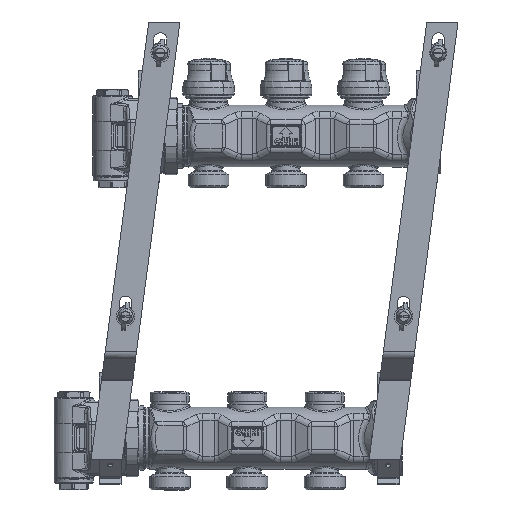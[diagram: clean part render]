
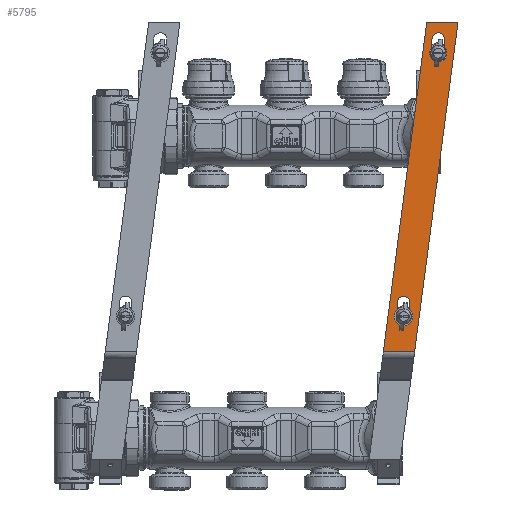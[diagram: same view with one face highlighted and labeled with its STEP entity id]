
A CAD part, left-side view. The second image highlights one B-rep face of the part: STEP entity #5795.
In plain terms, the highlighted planar face has unit normal (-1, 0, 0).
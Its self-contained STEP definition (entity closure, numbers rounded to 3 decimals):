
#5137=CARTESIAN_POINT('Vertex',(-32.,148.896,215.786)) ;
#5142=CARTESIAN_POINT('Line Origine',(-32.,138.81,215.786)) ;
#5146=CARTESIAN_POINT('Vertex',(-32.,128.723,215.786)) ;
#5181=CARTESIAN_POINT('Vertex',(-32.,156.719,3.135)) ;
#5184=CARTESIAN_POINT('Line Origine',(-32.,167.091,3.135)) ;
#5188=CARTESIAN_POINT('Vertex',(-32.,176.892,3.135)) ;
#5395=CARTESIAN_POINT('Line Origine',(-32.,142.721,109.46)) ;
#5445=CARTESIAN_POINT('Line Origine',(-32.,162.894,109.46)) ;
#5700=CARTESIAN_POINT('Axis2P3D Location',(-32.,148.896,215.786)) ;
#5711=CARTESIAN_POINT('Line Origine',(-32.,137.344,202.108)) ;
#5715=CARTESIAN_POINT('Vertex',(-32.,137.344,204.775)) ;
#5717=CARTESIAN_POINT('Vertex',(-32.,137.344,199.441)) ;
#5720=CARTESIAN_POINT('Axis2P3D Location',(-32.,141.444,195.775)) ;
#5724=CARTESIAN_POINT('Vertex',(-32.,145.544,199.441)) ;
#5727=CARTESIAN_POINT('Line Origine',(-32.,145.544,202.108)) ;
#5731=CARTESIAN_POINT('Vertex',(-32.,145.544,204.775)) ;
#5734=CARTESIAN_POINT('Axis2P3D Location',(-32.,141.444,204.775)) ;
#5745=CARTESIAN_POINT('Axis2P3D Location',(-32.,163.829,25.742)) ;
#5749=CARTESIAN_POINT('Vertex',(-32.,159.729,30.123)) ;
#5751=CARTESIAN_POINT('Vertex',(-32.,157.829,25.742)) ;
#5754=CARTESIAN_POINT('Axis2P3D Location',(-32.,163.829,25.742)) ;
#5758=CARTESIAN_POINT('Vertex',(-32.,169.829,25.742)) ;
#5761=CARTESIAN_POINT('Axis2P3D Location',(-32.,163.829,25.742)) ;
#5765=CARTESIAN_POINT('Vertex',(-32.,167.929,30.123)) ;
#5768=CARTESIAN_POINT('Line Origine',(-32.,167.929,32.432)) ;
#5772=CARTESIAN_POINT('Vertex',(-32.,167.929,34.742)) ;
#5775=CARTESIAN_POINT('Axis2P3D Location',(-32.,163.829,34.742)) ;
#5779=CARTESIAN_POINT('Vertex',(-32.,159.729,34.742)) ;
#5782=CARTESIAN_POINT('Line Origine',(-32.,159.729,32.432)) ;
#5144=VECTOR('Line Direction',#5143,1.) ;
#5186=VECTOR('Line Direction',#5185,1.) ;
#5397=VECTOR('Line Direction',#5396,1.) ;
#5447=VECTOR('Line Direction',#5446,1.) ;
#5713=VECTOR('Line Direction',#5712,1.) ;
#5729=VECTOR('Line Direction',#5728,1.) ;
#5770=VECTOR('Line Direction',#5769,1.) ;
#5784=VECTOR('Line Direction',#5783,1.) ;
#5143=DIRECTION('Vector Direction',(0.,-1.,0.)) ;
#5185=DIRECTION('Vector Direction',(0.,-1.,0.)) ;
#5396=DIRECTION('Vector Direction',(0.,-0.131,0.991)) ;
#5446=DIRECTION('Vector Direction',(0.,0.131,-0.991)) ;
#5701=DIRECTION('Axis2P3D Direction',(1.,0.,0.)) ;
#5702=DIRECTION('Axis2P3D XDirection',(0.,-0.991,-0.131)) ;
#5712=DIRECTION('Vector Direction',(0.,0.,-1.)) ;
#5721=DIRECTION('Axis2P3D Direction',(1.,0.,0.)) ;
#5728=DIRECTION('Vector Direction',(0.,0.,-1.)) ;
#5735=DIRECTION('Axis2P3D Direction',(1.,0.,0.)) ;
#5746=DIRECTION('Axis2P3D Direction',(1.,0.,0.)) ;
#5755=DIRECTION('Axis2P3D Direction',(1.,0.,0.)) ;
#5762=DIRECTION('Axis2P3D Direction',(1.,0.,0.)) ;
#5769=DIRECTION('Vector Direction',(0.,0.,-1.)) ;
#5776=DIRECTION('Axis2P3D Direction',(1.,0.,0.)) ;
#5783=DIRECTION('Vector Direction',(0.,0.,-1.)) ;
#5703=AXIS2_PLACEMENT_3D('Plane Axis2P3D',#5700,#5701,#5702) ;
#5722=AXIS2_PLACEMENT_3D('Circle Axis2P3D',#5720,#5721,$) ;
#5736=AXIS2_PLACEMENT_3D('Circle Axis2P3D',#5734,#5735,$) ;
#5747=AXIS2_PLACEMENT_3D('Circle Axis2P3D',#5745,#5746,$) ;
#5756=AXIS2_PLACEMENT_3D('Circle Axis2P3D',#5754,#5755,$) ;
#5763=AXIS2_PLACEMENT_3D('Circle Axis2P3D',#5761,#5762,$) ;
#5777=AXIS2_PLACEMENT_3D('Circle Axis2P3D',#5775,#5776,$) ;
#5145=LINE('Line',#5142,#5144) ;
#5187=LINE('Line',#5184,#5186) ;
#5398=LINE('Line',#5395,#5397) ;
#5448=LINE('Line',#5445,#5447) ;
#5714=LINE('Line',#5711,#5713) ;
#5730=LINE('Line',#5727,#5729) ;
#5771=LINE('Line',#5768,#5770) ;
#5785=LINE('Line',#5782,#5784) ;
#5723=CIRCLE('generated circle',#5722,5.5) ;
#5737=CIRCLE('generated circle',#5736,4.1) ;
#5748=CIRCLE('generated circle',#5747,6.) ;
#5757=CIRCLE('generated circle',#5756,6.) ;
#5764=CIRCLE('generated circle',#5763,6.) ;
#5778=CIRCLE('generated circle',#5777,4.1) ;
#5704=PLANE('',#5703) ;
#5744=FACE_BOUND('',#5739,.T.) ;
#5794=FACE_BOUND('',#5787,.T.) ;
#5148=EDGE_CURVE('',#5138,#5147,#5145,.T.) ;
#5190=EDGE_CURVE('',#5189,#5182,#5187,.T.) ;
#5399=EDGE_CURVE('',#5182,#5147,#5398,.T.) ;
#5449=EDGE_CURVE('',#5138,#5189,#5448,.T.) ;
#5719=EDGE_CURVE('',#5716,#5718,#5714,.T.) ;
#5726=EDGE_CURVE('',#5718,#5725,#5723,.T.) ;
#5733=EDGE_CURVE('',#5732,#5725,#5730,.T.) ;
#5738=EDGE_CURVE('',#5732,#5716,#5737,.T.) ;
#5753=EDGE_CURVE('',#5750,#5752,#5748,.T.) ;
#5760=EDGE_CURVE('',#5752,#5759,#5757,.T.) ;
#5767=EDGE_CURVE('',#5759,#5766,#5764,.T.) ;
#5774=EDGE_CURVE('',#5773,#5766,#5771,.T.) ;
#5781=EDGE_CURVE('',#5773,#5780,#5778,.T.) ;
#5786=EDGE_CURVE('',#5780,#5750,#5785,.T.) ;
#5706=ORIENTED_EDGE('',*,*,#5190,.T.) ;
#5707=ORIENTED_EDGE('',*,*,#5399,.T.) ;
#5708=ORIENTED_EDGE('',*,*,#5148,.F.) ;
#5709=ORIENTED_EDGE('',*,*,#5449,.T.) ;
#5740=ORIENTED_EDGE('',*,*,#5719,.T.) ;
#5741=ORIENTED_EDGE('',*,*,#5726,.T.) ;
#5742=ORIENTED_EDGE('',*,*,#5733,.F.) ;
#5743=ORIENTED_EDGE('',*,*,#5738,.T.) ;
#5788=ORIENTED_EDGE('',*,*,#5753,.T.) ;
#5789=ORIENTED_EDGE('',*,*,#5760,.T.) ;
#5790=ORIENTED_EDGE('',*,*,#5767,.T.) ;
#5791=ORIENTED_EDGE('',*,*,#5774,.F.) ;
#5792=ORIENTED_EDGE('',*,*,#5781,.T.) ;
#5793=ORIENTED_EDGE('',*,*,#5786,.T.) ;
#5705=EDGE_LOOP('',(#5706,#5707,#5708,#5709)) ;
#5739=EDGE_LOOP('',(#5740,#5741,#5742,#5743)) ;
#5787=EDGE_LOOP('',(#5788,#5789,#5790,#5791,#5792,#5793)) ;
#5138=VERTEX_POINT('',#5137) ;
#5147=VERTEX_POINT('',#5146) ;
#5182=VERTEX_POINT('',#5181) ;
#5189=VERTEX_POINT('',#5188) ;
#5716=VERTEX_POINT('',#5715) ;
#5718=VERTEX_POINT('',#5717) ;
#5725=VERTEX_POINT('',#5724) ;
#5732=VERTEX_POINT('',#5731) ;
#5750=VERTEX_POINT('',#5749) ;
#5752=VERTEX_POINT('',#5751) ;
#5759=VERTEX_POINT('',#5758) ;
#5766=VERTEX_POINT('',#5765) ;
#5773=VERTEX_POINT('',#5772) ;
#5780=VERTEX_POINT('',#5779) ;
#5795=ADVANCED_FACE('PartBody',(#5710,#5744,#5794),#5704,.F.) ;
#5710=FACE_OUTER_BOUND('',#5705,.T.) ;
